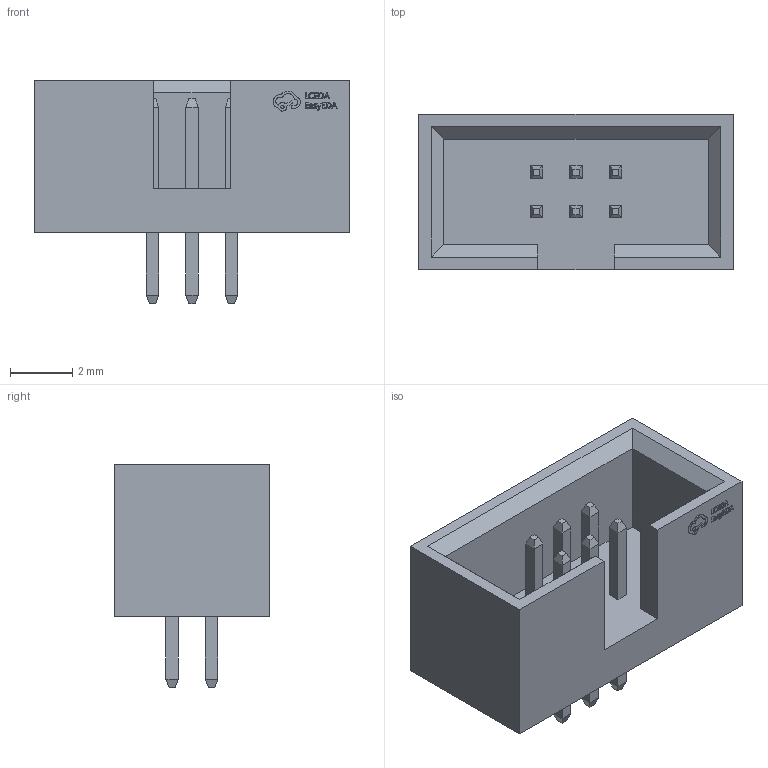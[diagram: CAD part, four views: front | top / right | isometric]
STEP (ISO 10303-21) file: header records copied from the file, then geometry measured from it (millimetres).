
FILE_DESCRIPTION (( 'STEP AP214' ), '1' );
FILE_NAME ('CONN-TH_6P-P1.27_HX-JN1.27-2X3P-ZZ-H4.9.STEP', '2024-12-23T12:07:33', ( 'User' ), ( 'China' ), 'SwSTEP 2.0', 'SolidWorks 2020', '' );
FILE_SCHEMA (( 'AUTOMOTIVE_DESIGN' ));
Length unit declared in the file: millimetre
Products named in the file (1): CONN-TH_6P-P1.27_HX-JN1.27-2X3P-ZZ-H4.9
Bounding box: 10.11 x 5.01 x 7.2 mm (x, y, z)
Volume: 142.5 mm3; surface area: 363.7 mm2
Topology: 1 solids, 1 shells, 351 faces, 902 edges, 584 vertices
Faces by surface type: plane 253, bspline 98
Entity records: 14867 total; most frequent: CARTESIAN_POINT 3144, ORIENTED_EDGE 1804, DIRECTION 1210, EDGE_CURVE 902, LINE 702, VECTOR 702, VERTEX_POINT 584, EDGE_LOOP 382
